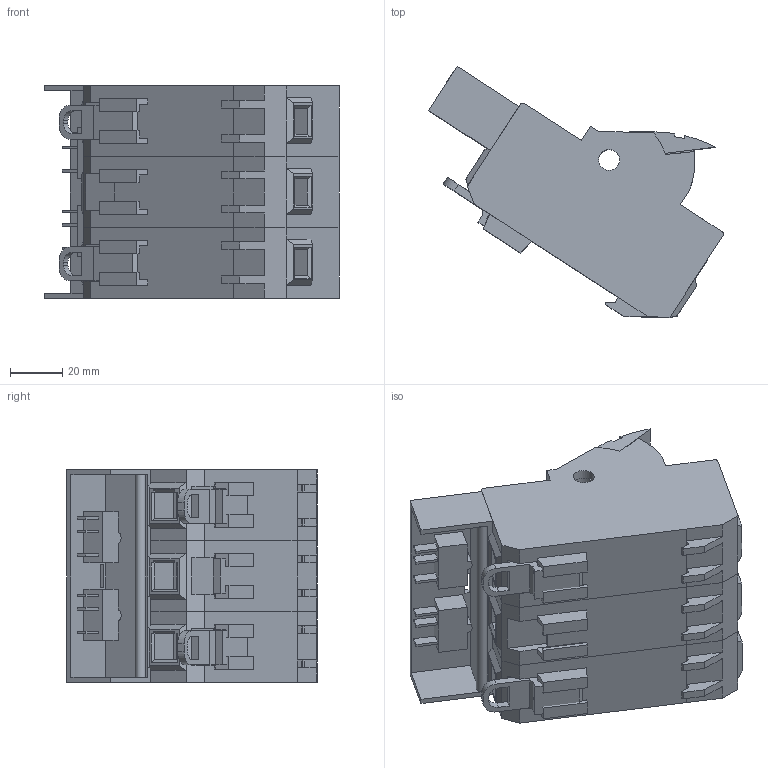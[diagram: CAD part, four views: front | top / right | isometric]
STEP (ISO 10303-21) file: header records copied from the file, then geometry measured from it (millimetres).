
FILE_DESCRIPTION((''),'2;1');
FILE_NAME('31941000.stp','2009-02-04T15:21:31',('lenker'),(''),'Autodesk Inventor 10','Autodesk Inventor 10','');
FILE_SCHEMA(('AUTOMOTIVE_DESIGN { 1 0 10303 214 1 1 1 1 }'));
Length unit declared in the file: millimetre
Products named in the file (10): 31941000; 31115000; 79606000; 79604000; 79613000; GB 822-88  H  M4 x 5; 30281000; 30343000
Assembly tree (13 placements, depth 3):
  31941000
    31115000  x2
      79606000
      79604000
      79613000
      GB 822-88  H  M4 x 5
    30281000
      79606000
      79604000
      GB 822-88  H  M4 x 5  x2
    30343000
Bounding box: 112.39 x 95.63 x 81 mm (x, y, z)
Volume: 225527.2 mm3; surface area: 136918.5 mm2
Topology: 15 solids, 15 shells, 790 faces, 2119 edges, 1392 vertices
Faces by surface type: plane 574, cylinder 96, cone 54, bspline 30, torus 30, sphere 6
Full cylindrical faces by diameter (mm): 3 x6, 4 x6, 7 x6, 8 x3
Entity records: 14727 total; most frequent: CARTESIAN_POINT 2938, ORIENTED_EDGE 2434, DIRECTION 2276, EDGE_CURVE 1217, VECTOR 1022, LINE 1022, VERTEX_POINT 809, AXIS2_PLACEMENT_3D 627
